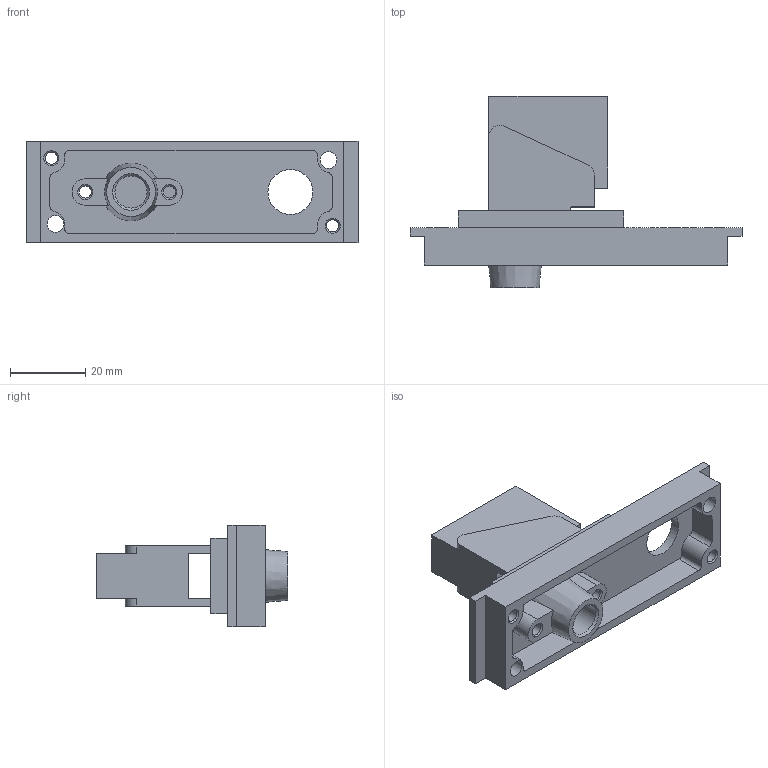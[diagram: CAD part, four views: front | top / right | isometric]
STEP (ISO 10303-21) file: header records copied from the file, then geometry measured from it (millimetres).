
FILE_DESCRIPTION(/* description */ ('STEP AP214'),/* implementation_level */ '2;1');
FILE_NAME(/* name */ '7862_PE-1_8-2N-SW',/* time_stamp */ '2024-09-13T17:22:50+02:00',/* author */ ('License CC BY-ND 4.0'),/* organization */ ('CADENAS'),/* preprocessor_version */ 'ST-DEVELOPER v19.3',/* originating_system */ 'PARTsolutions',/* authorisation */ ' ');
FILE_SCHEMA (('AUTOMOTIVE_DESIGN {1 0 10303 214 3 1 1}'));
Length unit declared in the file: millimetre
Products named in the file (1): 7862 PE-1/8-2N-SW
Bounding box: 88.5 x 51 x 27 mm (x, y, z)
Volume: 27040.8 mm3; surface area: 14194.9 mm2
Topology: 1 solids, 1 shells, 87 faces, 231 edges, 150 vertices
Faces by surface type: plane 48, cylinder 28, cone 11
Full cylindrical faces by diameter (mm): 3.242 x4, 4.5 x2, 8.566 x1, 12 x1
Entity records: 2642 total; most frequent: CARTESIAN_POINT 457, DIRECTION 450, ORIENTED_EDGE 420, EDGE_CURVE 210, AXIS2_PLACEMENT_3D 157, VERTEX_POINT 148, LINE 136, VECTOR 136
